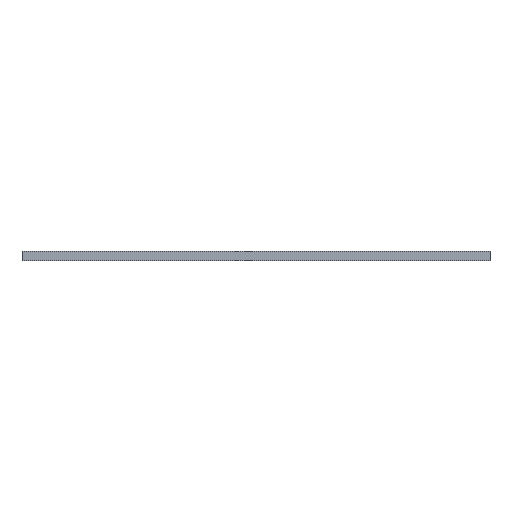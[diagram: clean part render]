
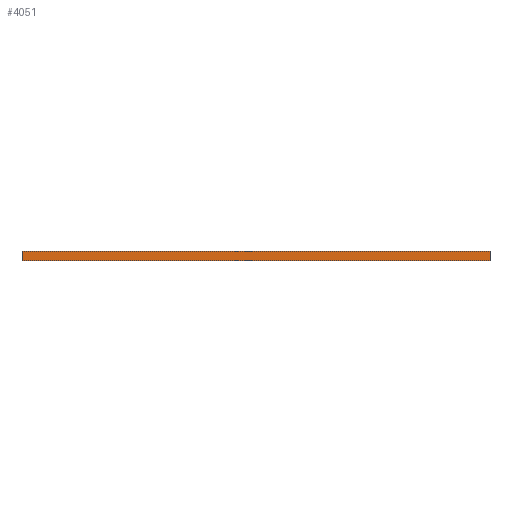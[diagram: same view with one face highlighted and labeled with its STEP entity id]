
A CAD part, left-side view. The second image highlights one B-rep face of the part: STEP entity #4051.
In plain terms, the highlighted planar face has unit normal (-1, 0, 0).
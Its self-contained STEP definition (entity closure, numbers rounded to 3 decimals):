
#264 = CARTESIAN_POINT ( 'NONE',  ( -310., -310., 0. ) ) ;
#682 = CARTESIAN_POINT ( 'NONE',  ( -310., -310., 0. ) ) ;
#741 = FACE_OUTER_BOUND ( 'NONE', #3801, .T. ) ;
#1282 = ORIENTED_EDGE ( 'NONE', *, *, #6104, .F. ) ;
#1347 = VECTOR ( 'NONE', #2356, 1000. ) ;
#1639 = VERTEX_POINT ( 'NONE', #4233 ) ;
#1645 = DIRECTION ( 'NONE',  ( 0., 1., 0. ) ) ;
#1853 = CARTESIAN_POINT ( 'NONE',  ( -310., 310., 0. ) ) ;
#1943 = VECTOR ( 'NONE', #1645, 1000. ) ;
#2047 = VECTOR ( 'NONE', #4208, 1000. ) ;
#2356 = DIRECTION ( 'NONE',  ( 0., 0., 1. ) ) ;
#2375 = VERTEX_POINT ( 'NONE', #4277 ) ;
#2466 = EDGE_CURVE ( 'NONE', #1639, #4165, #2977, .T. ) ;
#2831 = DIRECTION ( 'NONE',  ( 0., 0., -1. ) ) ;
#2977 = LINE ( 'NONE', #264, #1347 ) ;
#3185 = ORIENTED_EDGE ( 'NONE', *, *, #5577, .F. ) ;
#3441 = CARTESIAN_POINT ( 'NONE',  ( -310., 310., 0. ) ) ;
#3516 = CARTESIAN_POINT ( 'NONE',  ( -310., -310., 13. ) ) ;
#3684 = AXIS2_PLACEMENT_3D ( 'NONE', #5427, #4850, #2831 ) ;
#3790 = PLANE ( 'NONE',  #3684 ) ;
#3795 = LINE ( 'NONE', #5811, #2047 ) ;
#3801 = EDGE_LOOP ( 'NONE', ( #3185, #1282, #4224, #4272 ) ) ;
#4051 = ADVANCED_FACE ( 'NONE', ( #741 ), #3790, .T. ) ;
#4165 = VERTEX_POINT ( 'NONE', #3516 ) ;
#4208 = DIRECTION ( 'NONE',  ( 0., -1., 0. ) ) ;
#4224 = ORIENTED_EDGE ( 'NONE', *, *, #6300, .F. ) ;
#4233 = CARTESIAN_POINT ( 'NONE',  ( -310., -310., 0. ) ) ;
#4272 = ORIENTED_EDGE ( 'NONE', *, *, #2466, .T. ) ;
#4277 = CARTESIAN_POINT ( 'NONE',  ( -310., 310., 13. ) ) ;
#4776 = VECTOR ( 'NONE', #6000, 1000. ) ;
#4850 = DIRECTION ( 'NONE',  ( -1., 0., 0. ) ) ;
#5039 = LINE ( 'NONE', #1853, #4776 ) ;
#5427 = CARTESIAN_POINT ( 'NONE',  ( -310., 310., 13. ) ) ;
#5577 = EDGE_CURVE ( 'NONE', #2375, #4165, #3795, .T. ) ;
#5684 = VERTEX_POINT ( 'NONE', #3441 ) ;
#5811 = CARTESIAN_POINT ( 'NONE',  ( -310., 310., 13. ) ) ;
#5955 = LINE ( 'NONE', #682, #1943 ) ;
#6000 = DIRECTION ( 'NONE',  ( 0., 0., 1. ) ) ;
#6104 = EDGE_CURVE ( 'NONE', #5684, #2375, #5039, .T. ) ;
#6300 = EDGE_CURVE ( 'NONE', #1639, #5684, #5955, .T. ) ;
